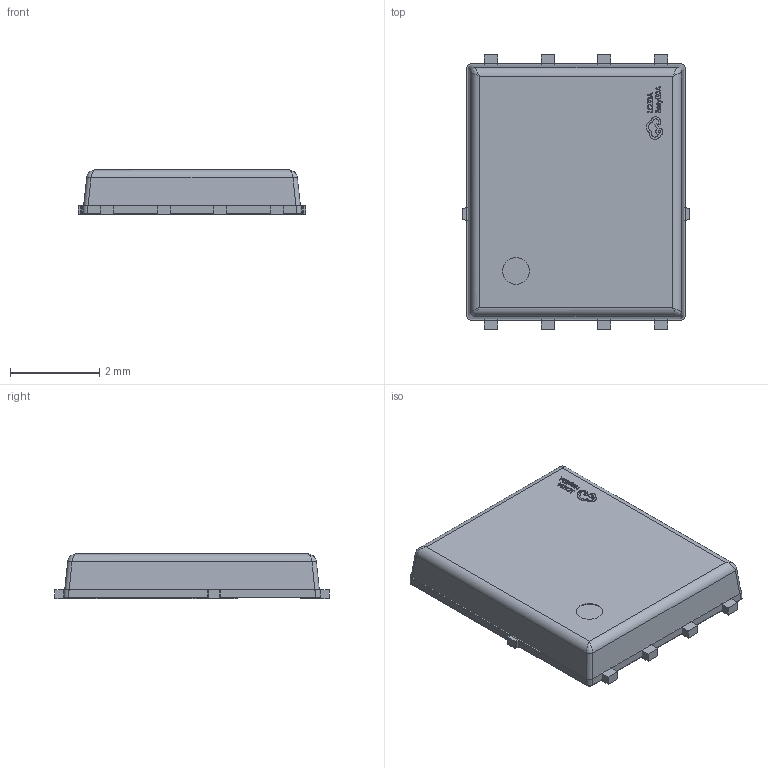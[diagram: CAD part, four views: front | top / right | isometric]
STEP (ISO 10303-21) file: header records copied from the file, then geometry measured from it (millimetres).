
FILE_DESCRIPTION (( 'STEP AP214' ), '1' );
FILE_NAME ('PQFN-8_L6.0-W5.0-H1.0-P1.27-LS6.0-BL.step', '2022-07-15T02:39:24', ( '' ), ( '' ), 'SwSTEP 2.0', 'SolidWorks 2020', '' );
FILE_SCHEMA (( 'AUTOMOTIVE_DESIGN' ));
Length unit declared in the file: millimetre
Products named in the file (1): PQFN-8_L6.0-W5.0-H1.0-P1.27-LS6.0-BL
Bounding box: 5.1 x 6.15 x 1.01 mm (x, y, z)
Surface area: 170.9 mm2
Topology: 7 solids, 7 shells, 426 faces, 1147 edges, 758 vertices
Faces by surface type: plane 272, bspline 116, cylinder 38
Entity records: 18533 total; most frequent: CARTESIAN_POINT 4560, ORIENTED_EDGE 2286, DIRECTION 1589, EDGE_CURVE 1143, LINE 839, VECTOR 839, VERTEX_POINT 758, EDGE_LOOP 453
